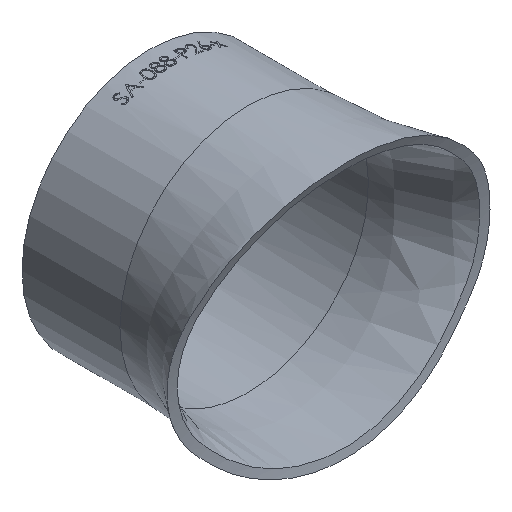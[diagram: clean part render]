
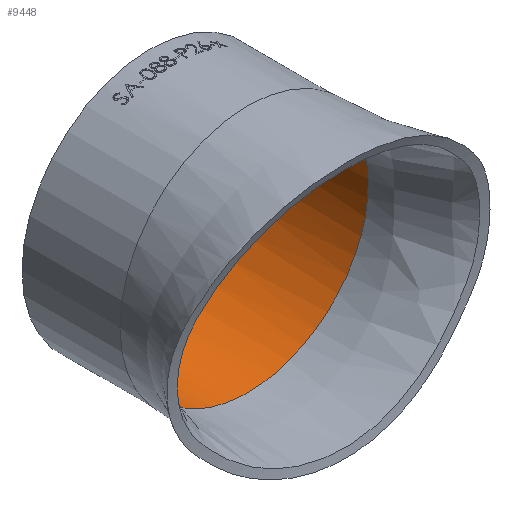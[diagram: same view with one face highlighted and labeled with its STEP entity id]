
A CAD part, isometric view. The second image highlights one B-rep face of the part: STEP entity #9448.
In plain terms, the highlighted cylindrical face has radius 41.85 mm (diameter 83.7 mm), a full revolution.
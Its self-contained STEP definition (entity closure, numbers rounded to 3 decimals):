
#23 = CARTESIAN_POINT ( 'NONE',  ( 21.286, 81.36, -36.442 ) ) ;
#106 = CARTESIAN_POINT ( 'NONE',  ( -41.85, 81.36, -1.435 ) ) ;
#189 = CARTESIAN_POINT ( 'NONE',  ( -40.72, 81.36, 9.791 ) ) ;
#264 = CARTESIAN_POINT ( 'NONE',  ( -2.873, 81.36, -41.777 ) ) ;
#347 = CARTESIAN_POINT ( 'NONE',  ( -39.56, 81.36, -13.749 ) ) ;
#816 = CARTESIAN_POINT ( 'NONE',  ( -25.797, 81.36, 33.376 ) ) ;
#1577 = ORIENTED_EDGE ( 'NONE', *, *, #19907, .T. ) ;
#1944 = CARTESIAN_POINT ( 'NONE',  ( -13.749, 81.36, -39.56 ) ) ;
#2027 = CARTESIAN_POINT ( 'NONE',  ( -1.435, 81.36, -41.85 ) ) ;
#2110 = CARTESIAN_POINT ( 'NONE',  ( -39.56, 81.36, 13.749 ) ) ;
#2187 = CARTESIAN_POINT ( 'NONE',  ( 5.689, 81.36, -41.491 ) ) ;
#2210 = CARTESIAN_POINT ( 'NONE',  ( 0., 81.36, 41.85 ) ) ;
#2275 = CARTESIAN_POINT ( 'NONE',  ( 33.376, 81.36, -25.797 ) ) ;
#3863 = CARTESIAN_POINT ( 'NONE',  ( -41.777, 81.36, 2.873 ) ) ;
#3944 = CARTESIAN_POINT ( 'NONE',  ( 1.435, 81.36, -41.85 ) ) ;
#4025 = CARTESIAN_POINT ( 'NONE',  ( -36.442, 81.36, 21.286 ) ) ;
#4112 = CARTESIAN_POINT ( 'NONE',  ( -39.09, 81.36, -15.03 ) ) ;
#4193 = CARTESIAN_POINT ( 'NONE',  ( 39.56, 81.36, 13.749 ) ) ;
#4888 = AXIS2_PLACEMENT_3D ( 'NONE', #6536, #23745, #8290 ) ;
#5803 = CARTESIAN_POINT ( 'NONE',  ( -41.777, 81.36, -2.873 ) ) ;
#5886 = CARTESIAN_POINT ( 'NONE',  ( 40.72, 81.36, -9.791 ) ) ;
#5974 = CARTESIAN_POINT ( 'NONE',  ( 41.491, 81.36, -5.689 ) ) ;
#6051 = CARTESIAN_POINT ( 'NONE',  ( -9.791, 81.36, -40.72 ) ) ;
#6536 = CARTESIAN_POINT ( 'NONE',  ( 0., 115.36, 0. ) ) ;
#6843 = CARTESIAN_POINT ( 'NONE',  ( -5.781, 81.36, 41.85 ) ) ;
#7721 = CARTESIAN_POINT ( 'NONE',  ( 40.72, 81.36, 9.791 ) ) ;
#7802 = CARTESIAN_POINT ( 'NONE',  ( -7.07, 81.36, -41.278 ) ) ;
#7882 = CARTESIAN_POINT ( 'NONE',  ( 15.03, 81.36, -39.09 ) ) ;
#7968 = CARTESIAN_POINT ( 'NONE',  ( 25.797, 81.36, 33.376 ) ) ;
#8290 = DIRECTION ( 'NONE',  ( 0., 0., 1. ) ) ;
#8555 = EDGE_LOOP ( 'NONE', ( #11718 ) ) ;
#8825 = EDGE_CURVE ( 'NONE', #14944, #14944, #18621, .T. ) ;
#9439 = EDGE_LOOP ( 'NONE', ( #1577 ) ) ;
#9448 = ADVANCED_FACE ( 'NONE', ( #21938, #22527 ), #21037, .F. ) ;
#9561 = CARTESIAN_POINT ( 'NONE',  ( 40.375, 81.36, 11.131 ) ) ;
#9645 = CARTESIAN_POINT ( 'NONE',  ( 39.09, 81.36, 15.03 ) ) ;
#9730 = CARTESIAN_POINT ( 'NONE',  ( -41.278, 81.36, 7.07 ) ) ;
#9809 = CARTESIAN_POINT ( 'NONE',  ( 13.749, 81.36, -39.56 ) ) ;
#9888 = CARTESIAN_POINT ( 'NONE',  ( 11.131, 81.36, -40.375 ) ) ;
#10596 = CARTESIAN_POINT ( 'NONE',  ( -33.376, 81.36, 25.797 ) ) ;
#11470 = CARTESIAN_POINT ( 'NONE',  ( 41.85, 81.36, -1.435 ) ) ;
#11561 = CARTESIAN_POINT ( 'NONE',  ( -21.286, 81.36, -36.442 ) ) ;
#11638 = CARTESIAN_POINT ( 'NONE',  ( -41.278, 81.36, -7.07 ) ) ;
#11713 = CARTESIAN_POINT ( 'NONE',  ( -11.131, 81.36, -40.375 ) ) ;
#11718 = ORIENTED_EDGE ( 'NONE', *, *, #8825, .F. ) ;
#11800 = CARTESIAN_POINT ( 'NONE',  ( -33.376, 81.36, -25.797 ) ) ;
#12419 = CARTESIAN_POINT ( 'NONE',  ( -11.278, 81.36, 40.678 ) ) ;
#13138 = CARTESIAN_POINT ( 'NONE',  ( 0., 81.36, 41.85 ) ) ;
#13394 = CARTESIAN_POINT ( 'NONE',  ( 2.873, 81.36, -41.777 ) ) ;
#13479 = CARTESIAN_POINT ( 'NONE',  ( 21.286, 81.36, 36.442 ) ) ;
#13559 = CARTESIAN_POINT ( 'NONE',  ( -40.375, 81.36, 11.131 ) ) ;
#13644 = CARTESIAN_POINT ( 'NONE',  ( 41.777, 81.36, -2.873 ) ) ;
#13727 = CARTESIAN_POINT ( 'NONE',  ( -40.375, 81.36, -11.131 ) ) ;
#13743 = VERTEX_POINT ( 'NONE', #22947 ) ;
#14944 = VERTEX_POINT ( 'NONE', #2210 ) ;
#15072 = CARTESIAN_POINT ( 'NONE',  ( 11.278, 81.36, 40.678 ) ) ;
#15317 = CARTESIAN_POINT ( 'NONE',  ( -40.72, 81.36, -9.791 ) ) ;
#15398 = CARTESIAN_POINT ( 'NONE',  ( 39.56, 81.36, -13.749 ) ) ;
#15480 = CARTESIAN_POINT ( 'NONE',  ( -39.09, 81.36, 15.03 ) ) ;
#15556 = CARTESIAN_POINT ( 'NONE',  ( 36.442, 81.36, -21.286 ) ) ;
#15641 = CARTESIAN_POINT ( 'NONE',  ( 9.791, 81.36, -40.72 ) ) ;
#16713 = CARTESIAN_POINT ( 'NONE',  ( 0., 81.36, 0. ) ) ;
#16841 = CIRCLE ( 'NONE', #4888, 41.85 ) ;
#17232 = CARTESIAN_POINT ( 'NONE',  ( -41.85, 81.36, 1.435 ) ) ;
#17310 = CARTESIAN_POINT ( 'NONE',  ( -36.442, 81.36, -21.286 ) ) ;
#17389 = CARTESIAN_POINT ( 'NONE',  ( 41.278, 81.36, -7.07 ) ) ;
#17473 = CARTESIAN_POINT ( 'NONE',  ( 41.777, 81.36, 2.873 ) ) ;
#17558 = CARTESIAN_POINT ( 'NONE',  ( 36.442, 81.36, 21.286 ) ) ;
#18621 = B_SPLINE_CURVE_WITH_KNOTS ( 'NONE', 3,
 ( #13138, #20990, #15072, #13479, #7968, #23164, #17558, #9645, #4193, #9561, #7721, #22925, #21317, #17473, #21079, #11470, #13644, #5974, #17389, #5886, #19316, #15398, #21159, #15556, #2275, #23082, #23, #7882, #9809, #9888, #15641, #21240, #2187, #13394, #3944, #2027, #264, #23007, #7802, #6051, #11713, #1944, #19398, #11561, #23245, #11800, #17310, #4112, #347, #13727, #15317, #11638, #19151, #5803, #106, #17232, #3863, #19231, #9730, #189, #13559, #2110, #15480, #4025, #10596, #816, #22045, #12419, #6843, #21793 ),
 .UNSPECIFIED., .T., .F.,
 ( 4, 2, 2, 2, 2, 2, 2, 2, 2, 2, 2, 2, 2, 2, 2, 2, 2, 2, 2, 2, 2, 2, 2, 2, 2, 2, 2, 2, 2, 2, 2, 2, 2, 2, 4 ),
 ( 0., 0.063, 0.125, 0.188, 0.203, 0.219, 0.234, 0.25, 0.266, 0.281, 0.297, 0.313, 0.375, 0.438, 0.453, 0.469, 0.484, 0.5, 0.516, 0.531, 0.547, 0.563, 0.625, 0.688, 0.703, 0.719, 0.734, 0.75, 0.766, 0.781, 0.797, 0.813, 0.875, 0.938, 1. ),
 .UNSPECIFIED. ) ;
#18637 = DIRECTION ( 'NONE',  ( 0., 1., 0. ) ) ;
#19151 = CARTESIAN_POINT ( 'NONE',  ( -41.491, 81.36, -5.689 ) ) ;
#19231 = CARTESIAN_POINT ( 'NONE',  ( -41.491, 81.36, 5.689 ) ) ;
#19316 = CARTESIAN_POINT ( 'NONE',  ( 40.375, 81.36, -11.131 ) ) ;
#19398 = CARTESIAN_POINT ( 'NONE',  ( -15.03, 81.36, -39.09 ) ) ;
#19706 = AXIS2_PLACEMENT_3D ( 'NONE', #16713, #18637, #24497 ) ;
#19907 = EDGE_CURVE ( 'NONE', #13743, #13743, #16841, .T. ) ;
#20990 = CARTESIAN_POINT ( 'NONE',  ( 5.781, 81.36, 41.85 ) ) ;
#21037 = CYLINDRICAL_SURFACE ( 'NONE', #19706, 41.85 ) ;
#21079 = CARTESIAN_POINT ( 'NONE',  ( 41.85, 81.36, 1.435 ) ) ;
#21159 = CARTESIAN_POINT ( 'NONE',  ( 39.09, 81.36, -15.03 ) ) ;
#21240 = CARTESIAN_POINT ( 'NONE',  ( 7.07, 81.36, -41.278 ) ) ;
#21317 = CARTESIAN_POINT ( 'NONE',  ( 41.491, 81.36, 5.689 ) ) ;
#21793 = CARTESIAN_POINT ( 'NONE',  ( 0., 81.36, 41.85 ) ) ;
#21938 = FACE_OUTER_BOUND ( 'NONE', #8555, .T. ) ;
#22045 = CARTESIAN_POINT ( 'NONE',  ( -21.286, 81.36, 36.442 ) ) ;
#22527 = FACE_OUTER_BOUND ( 'NONE', #9439, .T. ) ;
#22925 = CARTESIAN_POINT ( 'NONE',  ( 41.278, 81.36, 7.07 ) ) ;
#22947 = CARTESIAN_POINT ( 'NONE',  ( 0., 115.36, 41.85 ) ) ;
#23007 = CARTESIAN_POINT ( 'NONE',  ( -5.689, 81.36, -41.491 ) ) ;
#23082 = CARTESIAN_POINT ( 'NONE',  ( 25.797, 81.36, -33.376 ) ) ;
#23164 = CARTESIAN_POINT ( 'NONE',  ( 33.376, 81.36, 25.797 ) ) ;
#23245 = CARTESIAN_POINT ( 'NONE',  ( -25.797, 81.36, -33.376 ) ) ;
#23745 = DIRECTION ( 'NONE',  ( 0., 1., 0. ) ) ;
#24497 = DIRECTION ( 'NONE',  ( 0., 0., 1. ) ) ;
